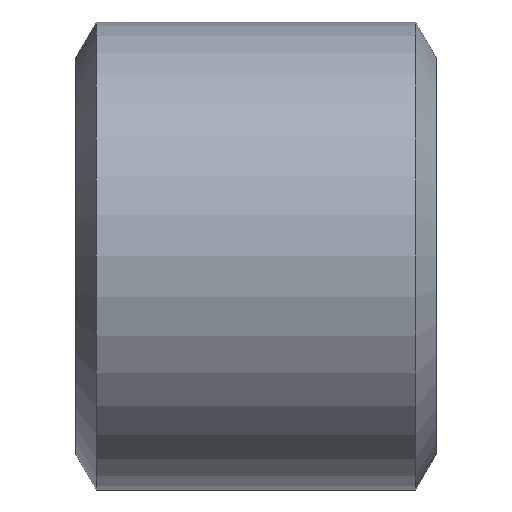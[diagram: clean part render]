
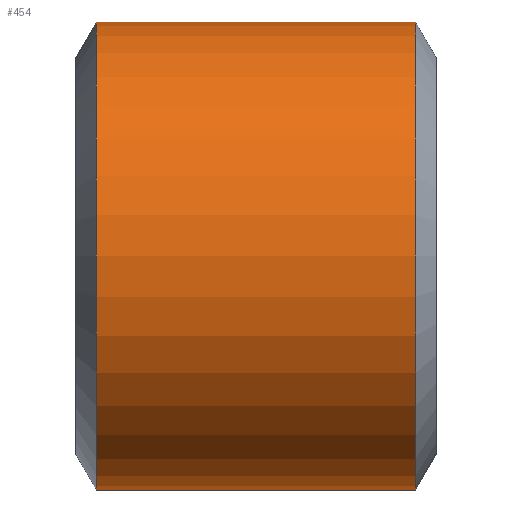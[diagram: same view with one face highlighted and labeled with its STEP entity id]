
A CAD part, front view. The second image highlights one B-rep face of the part: STEP entity #454.
In plain terms, the highlighted cylindrical face has radius 8.25 mm (diameter 16.5 mm), a partial arc.
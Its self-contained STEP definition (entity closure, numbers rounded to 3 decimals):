
#32 = EDGE_CURVE ( 'NONE', #71, #587, #595, .T. ) ;
#35 = AXIS2_PLACEMENT_3D ( 'NONE', #487, #362, #426 ) ;
#51 = CARTESIAN_POINT ( 'NONE',  ( -12.7, 0., -8.25 ) ) ;
#53 = FACE_OUTER_BOUND ( 'NONE', #702, .T. ) ;
#60 = LINE ( 'NONE', #656, #342 ) ;
#71 = VERTEX_POINT ( 'NONE', #355 ) ;
#110 = CARTESIAN_POINT ( 'NONE',  ( 0.722, 0., 8.25 ) ) ;
#152 = ORIENTED_EDGE ( 'NONE', *, *, #167, .T. ) ;
#154 = AXIS2_PLACEMENT_3D ( 'NONE', #679, #168, #466 ) ;
#157 = EDGE_CURVE ( 'NONE', #531, #306, #381, .T. ) ;
#167 = EDGE_CURVE ( 'NONE', #587, #306, #60, .T. ) ;
#168 = DIRECTION ( 'NONE',  ( -1., 0., 0. ) ) ;
#210 = VECTOR ( 'NONE', #403, 1000. ) ;
#295 = EDGE_CURVE ( 'NONE', #71, #531, #525, .T. ) ;
#306 = VERTEX_POINT ( 'NONE', #110 ) ;
#308 = DIRECTION ( 'NONE',  ( 0., 0., 1. ) ) ;
#337 = ORIENTED_EDGE ( 'NONE', *, *, #295, .F. ) ;
#342 = VECTOR ( 'NONE', #361, 1000. ) ;
#355 = CARTESIAN_POINT ( 'NONE',  ( 11.978, 0., -8.25 ) ) ;
#361 = DIRECTION ( 'NONE',  ( -1., 0., 0. ) ) ;
#362 = DIRECTION ( 'NONE',  ( -1., 0., 0. ) ) ;
#381 = CIRCLE ( 'NONE', #521, 8.25 ) ;
#403 = DIRECTION ( 'NONE',  ( -1., 0., 0. ) ) ;
#426 = DIRECTION ( 'NONE',  ( 0., 0., 1. ) ) ;
#438 = CARTESIAN_POINT ( 'NONE',  ( 11.978, 0., 8.25 ) ) ;
#445 = CARTESIAN_POINT ( 'NONE',  ( 0.722, 0., -8.25 ) ) ;
#454 = ADVANCED_FACE ( 'NONE', ( #53 ), #605, .T. ) ;
#466 = DIRECTION ( 'NONE',  ( 0., 0., 1. ) ) ;
#487 = CARTESIAN_POINT ( 'NONE',  ( -12.7, 0., 0. ) ) ;
#521 = AXIS2_PLACEMENT_3D ( 'NONE', #647, #591, #308 ) ;
#525 = LINE ( 'NONE', #51, #210 ) ;
#531 = VERTEX_POINT ( 'NONE', #445 ) ;
#587 = VERTEX_POINT ( 'NONE', #438 ) ;
#591 = DIRECTION ( 'NONE',  ( -1., 0., 0. ) ) ;
#595 = CIRCLE ( 'NONE', #154, 8.25 ) ;
#605 = CYLINDRICAL_SURFACE ( 'NONE', #35, 8.25 ) ;
#640 = ORIENTED_EDGE ( 'NONE', *, *, #157, .F. ) ;
#647 = CARTESIAN_POINT ( 'NONE',  ( 0.722, 0., 0. ) ) ;
#656 = CARTESIAN_POINT ( 'NONE',  ( -12.7, 0., 8.25 ) ) ;
#670 = ORIENTED_EDGE ( 'NONE', *, *, #32, .T. ) ;
#679 = CARTESIAN_POINT ( 'NONE',  ( 11.978, 0., 0. ) ) ;
#702 = EDGE_LOOP ( 'NONE', ( #337, #670, #152, #640 ) ) ;
